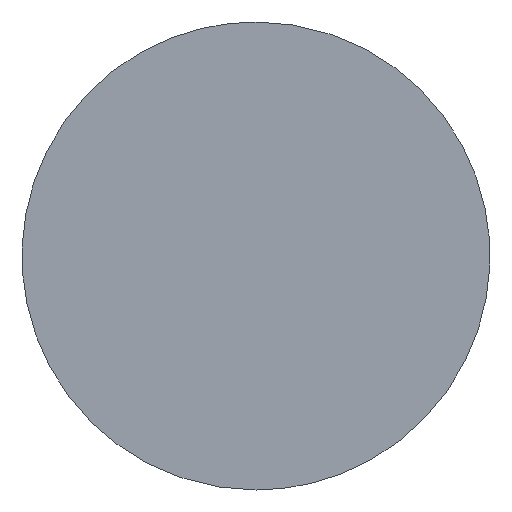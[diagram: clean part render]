
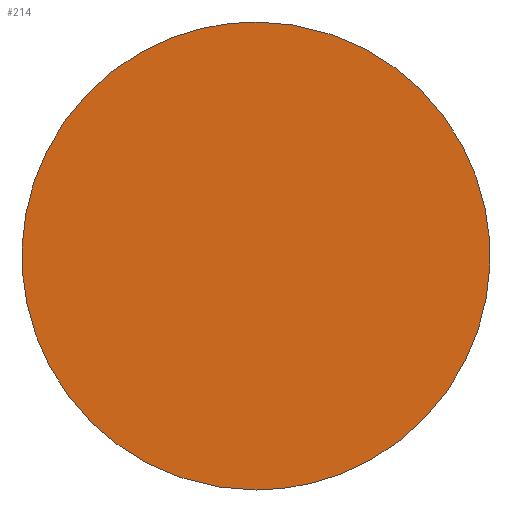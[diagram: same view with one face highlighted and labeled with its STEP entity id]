
A CAD part, left-side view. The second image highlights one B-rep face of the part: STEP entity #214.
In plain terms, the highlighted free-form (B-spline) face has degree [1, 1] with [2, 2] control points.
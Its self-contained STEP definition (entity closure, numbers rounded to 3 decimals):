
#130 = VERTEX_POINT('',#131);
#131 = CARTESIAN_POINT('',(0.,0.,-45.789));
#136 = EDGE_CURVE('',#130,#137,#139,.T.);
#137 = VERTEX_POINT('',#138);
#138 = CARTESIAN_POINT('',(0.,0.,45.789));
#139 = ( BOUNDED_CURVE() B_SPLINE_CURVE(2,(#140,#141,#142,#143,#144),
.UNSPECIFIED.,.F.,.F.) B_SPLINE_CURVE_WITH_KNOTS((3,2,3),(0.,
1.571,3.142),.PIECEWISE_BEZIER_KNOTS.) CURVE() 
GEOMETRIC_REPRESENTATION_ITEM() RATIONAL_B_SPLINE_CURVE((1.,
0.707,1.,0.707,1.)) REPRESENTATION_ITEM('') );
#140 = CARTESIAN_POINT('',(0.,0.,-45.789));
#141 = CARTESIAN_POINT('',(0.,45.789,-45.789));
#142 = CARTESIAN_POINT('',(0.,45.789,0.));
#143 = CARTESIAN_POINT('',(0.,45.789,45.789));
#144 = CARTESIAN_POINT('',(0.,0.,45.789));
#175 = EDGE_CURVE('',#137,#130,#176,.T.);
#176 = ( BOUNDED_CURVE() B_SPLINE_CURVE(2,(#177,#178,#179,#180,#181),
.UNSPECIFIED.,.F.,.F.) B_SPLINE_CURVE_WITH_KNOTS((3,2,3),(3.142,
4.712,6.283),.PIECEWISE_BEZIER_KNOTS.) CURVE() 
GEOMETRIC_REPRESENTATION_ITEM() RATIONAL_B_SPLINE_CURVE((1.,
0.707,1.,0.707,1.)) REPRESENTATION_ITEM('') );
#177 = CARTESIAN_POINT('',(0.,0.,45.789));
#178 = CARTESIAN_POINT('',(0.,-45.789,45.789));
#179 = CARTESIAN_POINT('',(0.,-45.789,0.));
#180 = CARTESIAN_POINT('',(0.,-45.789,-45.789));
#181 = CARTESIAN_POINT('',(0.,0.,-45.789));
#214 = ADVANCED_FACE('',(#215),#219,.F.);
#215 = FACE_BOUND('',#216,.T.);
#216 = EDGE_LOOP('',(#217,#218));
#217 = ORIENTED_EDGE('',*,*,#175,.F.);
#218 = ORIENTED_EDGE('',*,*,#136,.F.);
#219 = B_SPLINE_SURFACE_WITH_KNOTS('',1,1,(
    (#220,#221)
    ,(#222,#223
    )),.UNSPECIFIED.,.F.,.F.,.F.,(2,2),(2,2),(-50.,50.),(-50.,50.),
  .PIECEWISE_BEZIER_KNOTS.);
#220 = CARTESIAN_POINT('',(0.,-45.789,45.789));
#221 = CARTESIAN_POINT('',(0.,45.789,45.789));
#222 = CARTESIAN_POINT('',(0.,-45.789,-45.789));
#223 = CARTESIAN_POINT('',(0.,45.789,-45.789));
